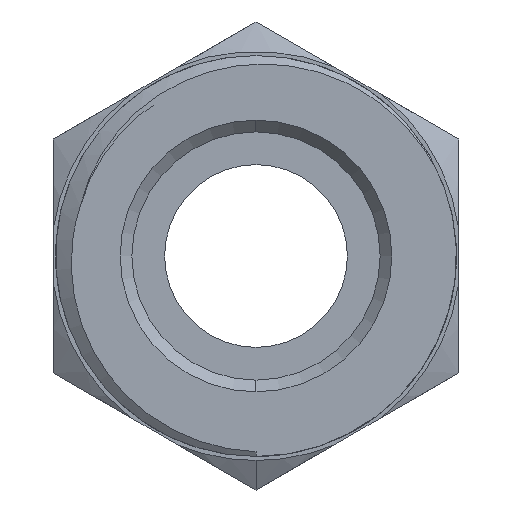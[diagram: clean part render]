
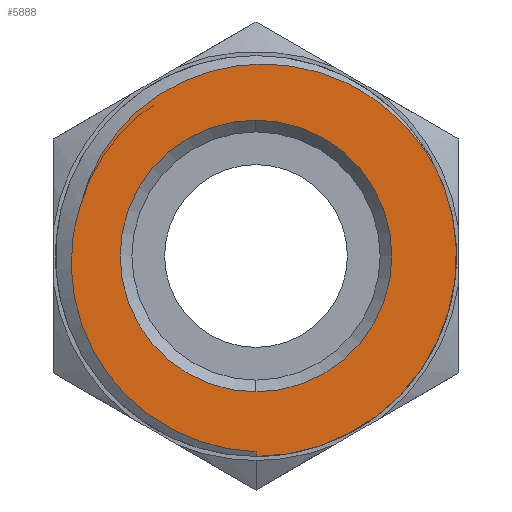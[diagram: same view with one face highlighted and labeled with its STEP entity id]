
A CAD part, left-side view. The second image highlights one B-rep face of the part: STEP entity #5888.
In plain terms, the highlighted planar face has unit normal (-1, 0, 0).
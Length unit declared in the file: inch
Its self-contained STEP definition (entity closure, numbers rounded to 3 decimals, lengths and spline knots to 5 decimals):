
#75 = CARTESIAN_POINT ( 'NONE',  ( -0.692, 0., -0.33201 ) ) ;
#91 = CARTESIAN_POINT ( 'NONE',  ( -0.692, 0.27974, -0.15606 ) ) ;
#96 = CARTESIAN_POINT ( 'NONE',  ( -0.692, 0.17761, 0.26479 ) ) ;
#118 = CARTESIAN_POINT ( 'NONE',  ( -0.692, -0.08099, 0.31873 ) ) ;
#188 = CARTESIAN_POINT ( 'NONE',  ( -0.692, 0., -0.2305 ) ) ;
#286 = LINE ( 'NONE', #5359, #446 ) ;
#446 = VECTOR ( 'NONE', #3861, 39.37008 ) ;
#493 = CIRCLE ( 'NONE', #3922, 0.2305 ) ;
#593 = CARTESIAN_POINT ( 'NONE',  ( -0.692, 0.30549, -0.08639 ) ) ;
#597 = CARTESIAN_POINT ( 'NONE',  ( -0.692, 0.13428, 0.29131 ) ) ;
#621 = CARTESIAN_POINT ( 'NONE',  ( -0.692, -0.16141, 0.29164 ) ) ;
#843 = DIRECTION ( 'NONE',  ( -1., 0., 0. ) ) ;
#919 = CARTESIAN_POINT ( 'NONE',  ( -0.692, 0., 0.2305 ) ) ;
#1070 = CARTESIAN_POINT ( 'NONE',  ( -0.692, 0.02491, -0.33116 ) ) ;
#1090 = CARTESIAN_POINT ( 'NONE',  ( -0.692, 0.31262, -0.03772 ) ) ;
#1094 = CARTESIAN_POINT ( 'NONE',  ( -0.692, 0.0869, 0.3108 ) ) ;
#1117 = CARTESIAN_POINT ( 'NONE',  ( -0.692, -0.24429, 0.23195 ) ) ;
#1129 = EDGE_CURVE ( 'NONE', #1532, #1161, #493, .T. ) ;
#1161 = VERTEX_POINT ( 'NONE', #919 ) ;
#1397 = ORIENTED_EDGE ( 'NONE', *, *, #2667, .T. ) ;
#1532 = VERTEX_POINT ( 'NONE', #188 ) ;
#1540 = PLANE ( 'NONE',  #2738 ) ;
#1582 = CARTESIAN_POINT ( 'NONE',  ( -0.692, 0.0975, -0.31464 ) ) ;
#1587 = CARTESIAN_POINT ( 'NONE',  ( -0.692, 0.29825, 0.08453 ) ) ;
#1607 = CARTESIAN_POINT ( 'NONE',  ( -0.692, 0.31354, -0.00068 ) ) ;
#1613 = CARTESIAN_POINT ( 'NONE',  ( -0.692, 0.0458, 0.3207 ) ) ;
#1639 = CARTESIAN_POINT ( 'NONE',  ( -0.692, -0.28693, 0.1786 ) ) ;
#1831 = ORIENTED_EDGE ( 'NONE', *, *, #4820, .T. ) ;
#1964 = CARTESIAN_POINT ( 'NONE',  ( -0.692, 0., 0. ) ) ;
#2114 = CARTESIAN_POINT ( 'NONE',  ( -0.692, 0.16391, -0.28252 ) ) ;
#2117 = CARTESIAN_POINT ( 'NONE',  ( -0.692, 0.26752, 0.16403 ) ) ;
#2140 = CARTESIAN_POINT ( 'NONE',  ( -0.692, 0.30599, 0.06082 ) ) ;
#2144 = CARTESIAN_POINT ( 'NONE',  ( -0.692, 0.02052, 0.32423 ) ) ;
#2162 = CARTESIAN_POINT ( 'NONE',  ( -0.692, -0.31215, 0.1343 ) ) ;
#2387 = CARTESIAN_POINT ( 'NONE',  ( -0.692, 0., 0. ) ) ;
#2494 = DIRECTION ( 'NONE',  ( 0., 0., 1. ) ) ;
#2577 = CARTESIAN_POINT ( 'NONE',  ( -0.692, -0.3187, 0.11846 ) ) ;
#2644 = CARTESIAN_POINT ( 'NONE',  ( -0.692, 0.22184, -0.23603 ) ) ;
#2648 = CARTESIAN_POINT ( 'NONE',  ( -0.692, 0.23911, 0.20618 ) ) ;
#2667 = EDGE_CURVE ( 'NONE', #1161, #1532, #2841, .T. ) ;
#2672 = CARTESIAN_POINT ( 'NONE',  ( -0.692, -0.01361, 0.32612 ) ) ;
#2738 = AXIS2_PLACEMENT_3D ( 'NONE', #5639, #6159, #3128 ) ;
#2841 = CIRCLE ( 'NONE', #5457, 0.2305 ) ;
#2903 = DIRECTION ( 'NONE',  ( 0., 0., 1. ) ) ;
#3006 = FACE_BOUND ( 'NONE', #5937, .T. ) ;
#3128 = DIRECTION ( 'NONE',  ( 0., 0., 1. ) ) ;
#3149 = CARTESIAN_POINT ( 'NONE',  ( -0.692, 0.26774, -0.17757 ) ) ;
#3155 = CARTESIAN_POINT ( 'NONE',  ( -0.692, 0.20401, 0.24338 ) ) ;
#3178 = CARTESIAN_POINT ( 'NONE',  ( -0.692, -0.06419, 0.32189 ) ) ;
#3199 = ORIENTED_EDGE ( 'NONE', *, *, #3873, .T. ) ;
#3215 = CARTESIAN_POINT ( 'NONE',  ( -0.692, 0., -0.34 ) ) ;
#3304 = ORIENTED_EDGE ( 'NONE', *, *, #5913, .F. ) ;
#3333 = EDGE_CURVE ( 'NONE', #5865, #5823, #4679, .T. ) ;
#3655 = CARTESIAN_POINT ( 'NONE',  ( -0.692, 0.29861, -0.11061 ) ) ;
#3661 = CARTESIAN_POINT ( 'NONE',  ( -0.692, 0.16366, 0.27437 ) ) ;
#3684 = CARTESIAN_POINT ( 'NONE',  ( -0.692, -0.13051, 0.30536 ) ) ;
#3698 = ORIENTED_EDGE ( 'NONE', *, *, #3333, .F. ) ;
#3807 = B_SPLINE_CURVE_WITH_KNOTS ( 'NONE', 3,
 ( #75, #1070, #4650, #1582, #5165, #2114, #5661, #2644, #6183, #3149, #91, #3655, #593, #4167, #1090, #4673, #1607, #5186, #2140, #5686 ),
 .UNSPECIFIED., .F., .F.,
 ( 4, 2, 2, 2, 2, 2, 2, 2, 2, 4 ),
 ( 0., 0.00189, 0.00377, 0.00566, 0.00754, 0.00943, 0.01132, 0.01226, 0.0132, 0.01509 ),
 .UNSPECIFIED. ) ;
#3861 = DIRECTION ( 'NONE',  ( 0., 0., -1. ) ) ;
#3873 = EDGE_CURVE ( 'NONE', #6011, #5823, #6514, .T. ) ;
#3915 = CARTESIAN_POINT ( 'NONE',  ( -0.692, 0., 0. ) ) ;
#3922 = AXIS2_PLACEMENT_3D ( 'NONE', #1964, #5517, #2494 ) ;
#4151 = CARTESIAN_POINT ( 'NONE',  ( -0.692, 0.29423, 0.10121 ) ) ;
#4167 = CARTESIAN_POINT ( 'NONE',  ( -0.692, 0.31137, -0.04994 ) ) ;
#4170 = CARTESIAN_POINT ( 'NONE',  ( -0.692, 0.11871, 0.2987 ) ) ;
#4195 = CARTESIAN_POINT ( 'NONE',  ( -0.692, -0.21899, 0.25453 ) ) ;
#4350 = VERTEX_POINT ( 'NONE', #6033 ) ;
#4423 = DIRECTION ( 'NONE',  ( 0., 0., 1. ) ) ;
#4650 = CARTESIAN_POINT ( 'NONE',  ( -0.692, 0.04939, -0.32752 ) ) ;
#4673 = CARTESIAN_POINT ( 'NONE',  ( -0.692, 0.31371, -0.01311 ) ) ;
#4679 = B_SPLINE_CURVE_WITH_KNOTS ( 'NONE', 3,
 ( #1587, #4151, #5644, #5170, #2117, #5665, #2648, #6185, #3155, #96, #3661, #597, #4170, #1094, #4680, #1613, #5190, #2144, #5690, #2672, #6205, #3178, #118, #3684, #621, #4195, #1117, #4704, #1639, #5213, #2162, #5714 ),
 .UNSPECIFIED., .F., .F.,
 ( 4, 2, 2, 2, 2, 2, 2, 2, 2, 2, 2, 2, 2, 2, 2, 4 ),
 ( 0., 0.0013, 0.00259, 0.00389, 0.00519, 0.00649, 0.00778, 0.00908, 0.00973, 0.01038, 0.01168, 0.01297, 0.01557, 0.01816, 0.01946, 0.02076 ),
 .UNSPECIFIED. ) ;
#4680 = CARTESIAN_POINT ( 'NONE',  ( -0.692, 0.07066, 0.31553 ) ) ;
#4704 = CARTESIAN_POINT ( 'NONE',  ( -0.692, -0.27698, 0.1926 ) ) ;
#4820 = EDGE_CURVE ( 'NONE', #4350, #6011, #286, .T. ) ;
#5080 = AXIS2_PLACEMENT_3D ( 'NONE', #3915, #843, #4423 ) ;
#5121 = CARTESIAN_POINT ( 'NONE',  ( -0.692, 0.29825, 0.08453 ) ) ;
#5165 = CARTESIAN_POINT ( 'NONE',  ( -0.692, 0.12045, -0.30558 ) ) ;
#5170 = CARTESIAN_POINT ( 'NONE',  ( -0.692, 0.27555, 0.14875 ) ) ;
#5186 = CARTESIAN_POINT ( 'NONE',  ( -0.692, 0.31077, 0.03656 ) ) ;
#5190 = CARTESIAN_POINT ( 'NONE',  ( -0.692, 0.03743, 0.32209 ) ) ;
#5213 = CARTESIAN_POINT ( 'NONE',  ( -0.692, -0.30448, 0.14949 ) ) ;
#5359 = CARTESIAN_POINT ( 'NONE',  ( -0.692, 0., 0. ) ) ;
#5457 = AXIS2_PLACEMENT_3D ( 'NONE', #2387, #5932, #2903 ) ;
#5517 = DIRECTION ( 'NONE',  ( 1., 0., 0. ) ) ;
#5528 = FACE_OUTER_BOUND ( 'NONE', #6272, .T. ) ;
#5639 = CARTESIAN_POINT ( 'NONE',  ( -0.692, 0., 0. ) ) ;
#5644 = CARTESIAN_POINT ( 'NONE',  ( -0.692, 0.28887, 0.11738 ) ) ;
#5661 = CARTESIAN_POINT ( 'NONE',  ( -0.692, 0.18466, -0.26829 ) ) ;
#5665 = CARTESIAN_POINT ( 'NONE',  ( -0.692, 0.24931, 0.19269 ) ) ;
#5686 = CARTESIAN_POINT ( 'NONE',  ( -0.692, 0.29825, 0.08453 ) ) ;
#5690 = CARTESIAN_POINT ( 'NONE',  ( -0.692, 0.01195, 0.32496 ) ) ;
#5714 = CARTESIAN_POINT ( 'NONE',  ( -0.692, -0.3187, 0.11846 ) ) ;
#5823 = VERTEX_POINT ( 'NONE', #2577 ) ;
#5865 = VERTEX_POINT ( 'NONE', #5121 ) ;
#5868 = ORIENTED_EDGE ( 'NONE', *, *, #1129, .T. ) ;
#5888 = ADVANCED_FACE ( 'NONE', ( #3006, #5528 ), #1540, .T. ) ;
#5913 = EDGE_CURVE ( 'NONE', #4350, #5865, #3807, .T. ) ;
#5932 = DIRECTION ( 'NONE',  ( 1., 0., 0. ) ) ;
#5937 = EDGE_LOOP ( 'NONE', ( #1397, #5868 ) ) ;
#6011 = VERTEX_POINT ( 'NONE', #3215 ) ;
#6033 = CARTESIAN_POINT ( 'NONE',  ( -0.692, 0., -0.33201 ) ) ;
#6159 = DIRECTION ( 'NONE',  ( -1., 0., 0. ) ) ;
#6183 = CARTESIAN_POINT ( 'NONE',  ( -0.692, 0.23852, -0.21795 ) ) ;
#6185 = CARTESIAN_POINT ( 'NONE',  ( -0.692, 0.21651, 0.23148 ) ) ;
#6205 = CARTESIAN_POINT ( 'NONE',  ( -0.692, -0.03054, 0.32557 ) ) ;
#6272 = EDGE_LOOP ( 'NONE', ( #3304, #1831, #3199, #3698 ) ) ;
#6514 = CIRCLE ( 'NONE', #5080, 0.34 ) ;
